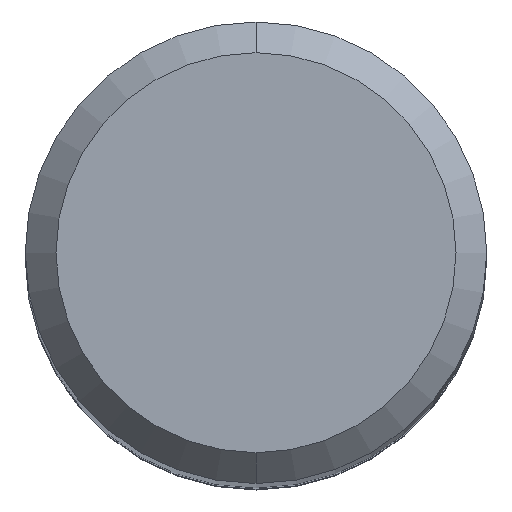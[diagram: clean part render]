
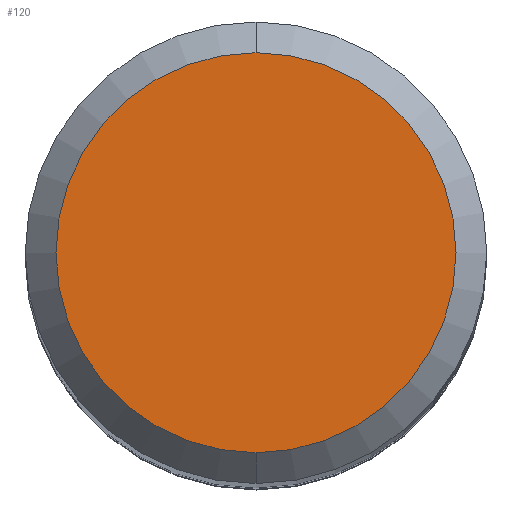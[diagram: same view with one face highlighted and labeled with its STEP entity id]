
A CAD part, top view. The second image highlights one B-rep face of the part: STEP entity #120.
In plain terms, the highlighted planar face has unit normal (0, 0, 1).
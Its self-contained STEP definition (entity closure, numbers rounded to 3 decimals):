
#94=VERTEX_POINT('',#232);
#120=ADVANCED_FACE('',(#262),#263,.T.);
#148=EDGE_CURVE('',#94,#176,#292,.T.);
#152=EDGE_CURVE('',#176,#94,#296,.T.);
#176=VERTEX_POINT('',#324);
#232=CARTESIAN_POINT('',(0.,-2.6,0.0));
#262=FACE_OUTER_BOUND('',#416,.T.);
#263=PLANE('',#417);
#292=CIRCLE('',#448,2.6);
#296=CIRCLE('',#455,2.6);
#324=CARTESIAN_POINT('',(0.0,2.6,0.0));
#416=EDGE_LOOP('',(#595,#596));
#417=AXIS2_PLACEMENT_3D('',#597,#598,#599);
#448=AXIS2_PLACEMENT_3D('',#615,#616,#617);
#455=AXIS2_PLACEMENT_3D('',#619,#620,#621);
#595=ORIENTED_EDGE('',*,*,#152,.F.);
#596=ORIENTED_EDGE('',*,*,#148,.F.);
#597=CARTESIAN_POINT('',(0.0,1.3,0.0));
#598=DIRECTION('',(-0.0,0.0,1.0));
#599=DIRECTION('',(0.0,-1.0,0.0));
#615=CARTESIAN_POINT('',(0.0,0.0,0.0));
#616=DIRECTION('',(0.0,0.0,-1.0));
#617=DIRECTION('',(0.0,1.0,0.0));
#619=CARTESIAN_POINT('',(0.0,0.0,0.0));
#620=DIRECTION('',(0.0,0.0,-1.0));
#621=DIRECTION('',(0.0,1.0,0.0));
